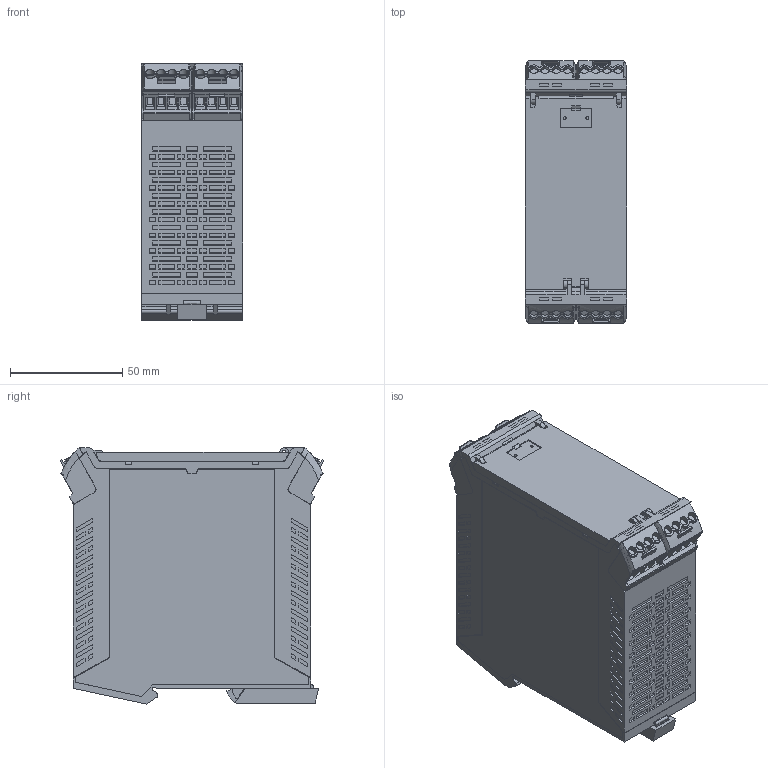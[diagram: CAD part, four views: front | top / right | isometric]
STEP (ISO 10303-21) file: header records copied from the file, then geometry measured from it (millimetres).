
FILE_DESCRIPTION(('CATIA V5 STEP Exchange','CAx-IF Rec.Pracs.--- Model Styling and Organization---1.4--- 2014-01-23'),'2;1');
FILE_NAME ('D1474437_0_1519380000_S3D_CH20M45_SET_11_11_BK_OR.stp','2021-02-18T13:08:49+00:00',('none'),('Weidmueller'),'CATIA Version 5-6 Release 2016 SP3 HF44','CATIA V5 STEP AP214','none');
FILE_SCHEMA(('AUTOMOTIVE_DESIGN { 1 0 10303 214 1 1 1 1 }'));
Products named in the file (1): S3D_CH20M45_SET_11_11_BK_OR
Bounding box: 45 x 117.21 x 114.02 mm (x, y, z)
Volume: 96407.6 mm3; surface area: 140233.1 mm2
Topology: 66 solids, 66 shells, 4885 faces, 14086 edges, 9653 vertices
Faces by surface type: plane 3986, cylinder 603, extrusion 254, revolution 32, bspline 8, sphere 2
Entity records: 158083 total; most frequent: CARTESIAN_POINT 33834, ORIENTED_EDGE 28172, DIRECTION 18632, EDGE_CURVE 14086, VECTOR 11297, LINE 11043, VERTEX_POINT 9653, EDGE_LOOP 5303
